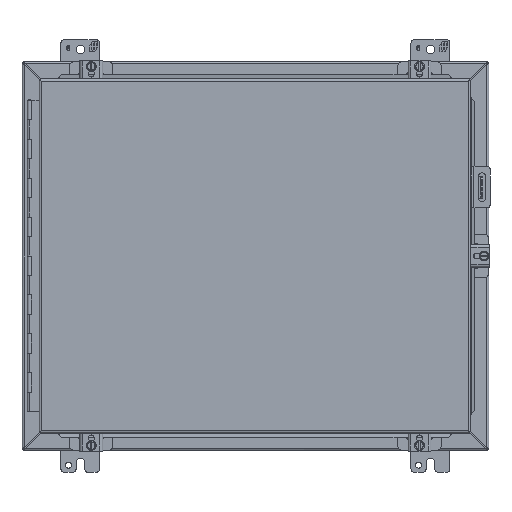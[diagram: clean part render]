
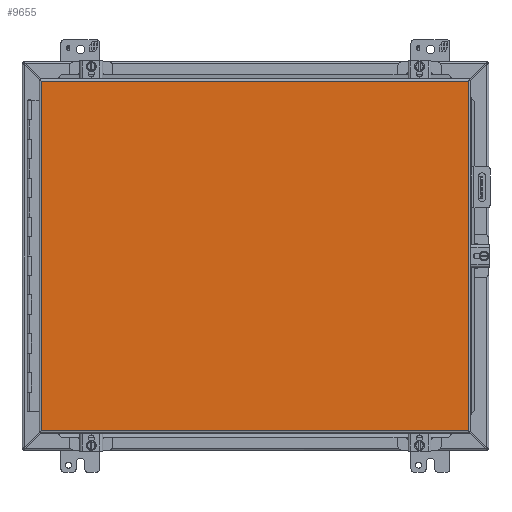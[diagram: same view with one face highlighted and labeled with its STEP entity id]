
A CAD part, front view. The second image highlights one B-rep face of the part: STEP entity #9655.
In plain terms, the highlighted planar face has unit normal (0, -1, 0).
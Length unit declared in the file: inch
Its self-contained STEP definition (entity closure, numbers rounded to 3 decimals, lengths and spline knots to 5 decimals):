
#2495 = LINE ( 'NONE', #41074, #46894 ) ;
#5022 = LINE ( 'NONE', #36063, #44014 ) ;
#5097 = CARTESIAN_POINT ( 'NONE',  ( -11.017, -9.21, -8.9945 ) ) ;
#6541 = AXIS2_PLACEMENT_3D ( 'NONE', #37607, #22583, #21813 ) ;
#6616 = DIRECTION ( 'NONE',  ( 1., 0., 0. ) ) ;
#6867 = CARTESIAN_POINT ( 'NONE',  ( -11.017, -9.21, 8.9945 ) ) ;
#7842 = VERTEX_POINT ( 'NONE', #31227 ) ;
#9655 = ADVANCED_FACE ( 'NONE', ( #44610 ), #29586, .T. ) ;
#9921 = CARTESIAN_POINT ( 'NONE',  ( 10.955, -9.21, -8.9945 ) ) ;
#10741 = LINE ( 'NONE', #6867, #15744 ) ;
#13032 = DIRECTION ( 'NONE',  ( 0., 0., 1. ) ) ;
#14822 = CARTESIAN_POINT ( 'NONE',  ( 10.955, -9.21, 8.9945 ) ) ;
#15744 = VECTOR ( 'NONE', #6616, 39.37008 ) ;
#16433 = ORIENTED_EDGE ( 'NONE', *, *, #48470, .F. ) ;
#19234 = EDGE_LOOP ( 'NONE', ( #44787, #43059, #16433, #20757 ) ) ;
#20757 = ORIENTED_EDGE ( 'NONE', *, *, #25930, .F. ) ;
#21813 = DIRECTION ( 'NONE',  ( 0., 0., -1. ) ) ;
#22583 = DIRECTION ( 'NONE',  ( 0., -1., 0. ) ) ;
#23763 = VERTEX_POINT ( 'NONE', #9921 ) ;
#25006 = EDGE_CURVE ( 'NONE', #41080, #23763, #33300, .T. ) ;
#25930 = EDGE_CURVE ( 'NONE', #23763, #44538, #2495, .T. ) ;
#29586 = PLANE ( 'NONE',  #6541 ) ;
#29938 = CARTESIAN_POINT ( 'NONE',  ( 10.955, -9.21, 8.9945 ) ) ;
#31106 = EDGE_CURVE ( 'NONE', #7842, #41080, #10741, .T. ) ;
#31227 = CARTESIAN_POINT ( 'NONE',  ( -11.017, -9.21, 8.9945 ) ) ;
#33300 = LINE ( 'NONE', #29938, #39428 ) ;
#36063 = CARTESIAN_POINT ( 'NONE',  ( -11.017, -9.21, -8.9945 ) ) ;
#37607 = CARTESIAN_POINT ( 'NONE',  ( -11.017, -9.21, -8.9945 ) ) ;
#37944 = DIRECTION ( 'NONE',  ( 0., 0., -1. ) ) ;
#39428 = VECTOR ( 'NONE', #37944, 39.37008 ) ;
#41074 = CARTESIAN_POINT ( 'NONE',  ( 10.955, -9.21, -8.9945 ) ) ;
#41080 = VERTEX_POINT ( 'NONE', #14822 ) ;
#43059 = ORIENTED_EDGE ( 'NONE', *, *, #31106, .F. ) ;
#44014 = VECTOR ( 'NONE', #13032, 39.37008 ) ;
#44538 = VERTEX_POINT ( 'NONE', #5097 ) ;
#44610 = FACE_OUTER_BOUND ( 'NONE', #19234, .T. ) ;
#44787 = ORIENTED_EDGE ( 'NONE', *, *, #25006, .F. ) ;
#46894 = VECTOR ( 'NONE', #49087, 39.37008 ) ;
#48470 = EDGE_CURVE ( 'NONE', #44538, #7842, #5022, .T. ) ;
#49087 = DIRECTION ( 'NONE',  ( -1., 0., 0. ) ) ;
